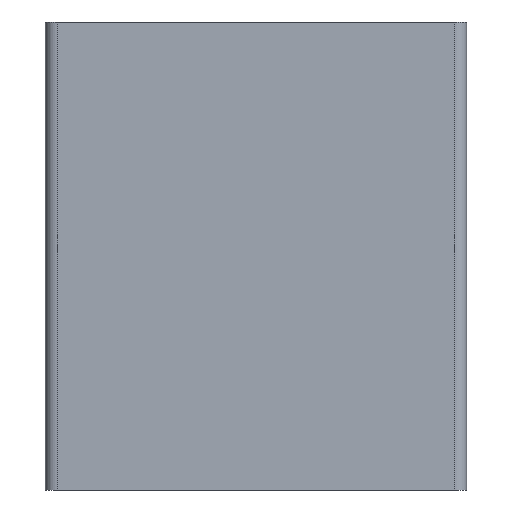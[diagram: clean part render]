
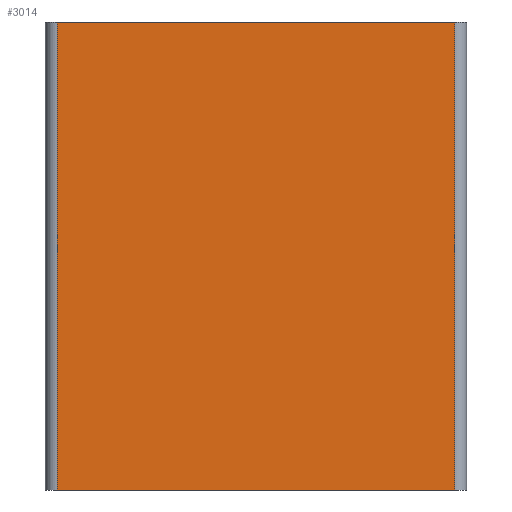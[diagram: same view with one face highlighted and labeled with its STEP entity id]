
A CAD part, front view. The second image highlights one B-rep face of the part: STEP entity #3014.
In plain terms, the highlighted planar face has unit normal (0, -1, 0).
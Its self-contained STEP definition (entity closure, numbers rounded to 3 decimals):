
#374=FACE_OUTER_BOUND('',#524,.T.);
#524=EDGE_LOOP('',(#2467,#2468,#2469,#2470));
#839=LINE('',#5039,#1147);
#841=LINE('',#5045,#1149);
#842=LINE('',#5047,#1150);
#843=LINE('',#5048,#1151);
#1147=VECTOR('',#4145,100.);
#1149=VECTOR('',#4151,85.);
#1150=VECTOR('',#4152,100.);
#1151=VECTOR('',#4153,85.);
#1444=VERTEX_POINT('',#5036);
#1445=VERTEX_POINT('',#5038);
#1447=VERTEX_POINT('',#5044);
#1448=VERTEX_POINT('',#5046);
#1880=EDGE_CURVE('',#1445,#1444,#839,.T.);
#1883=EDGE_CURVE('',#1444,#1447,#841,.T.);
#1884=EDGE_CURVE('',#1448,#1447,#842,.T.);
#1885=EDGE_CURVE('',#1445,#1448,#843,.T.);
#2467=ORIENTED_EDGE('',*,*,#1883,.T.);
#2468=ORIENTED_EDGE('',*,*,#1884,.F.);
#2469=ORIENTED_EDGE('',*,*,#1885,.F.);
#2470=ORIENTED_EDGE('',*,*,#1880,.T.);
#2867=PLANE('',#3296);
#3014=ADVANCED_FACE('',(#374),#2867,.T.);
#3296=AXIS2_PLACEMENT_3D('',#5043,#4149,#4150);
#4145=DIRECTION('',(0.,0.,1.));
#4149=DIRECTION('center_axis',(0.,-1.,0.));
#4150=DIRECTION('ref_axis',(1.,0.,0.));
#4151=DIRECTION('',(-1.,0.,0.));
#4152=DIRECTION('',(0.,0.,1.));
#4153=DIRECTION('',(-1.,0.,0.));
#5036=CARTESIAN_POINT('',(42.5,-22.5,100.));
#5038=CARTESIAN_POINT('',(42.5,-22.5,0.));
#5039=CARTESIAN_POINT('',(42.5,-22.5,0.));
#5043=CARTESIAN_POINT('Origin',(-42.5,-22.5,0.));
#5044=CARTESIAN_POINT('',(-42.5,-22.5,100.));
#5045=CARTESIAN_POINT('',(-21.25,-22.5,100.));
#5046=CARTESIAN_POINT('',(-42.5,-22.5,0.));
#5047=CARTESIAN_POINT('',(-42.5,-22.5,0.));
#5048=CARTESIAN_POINT('',(-21.25,-22.5,0.));
